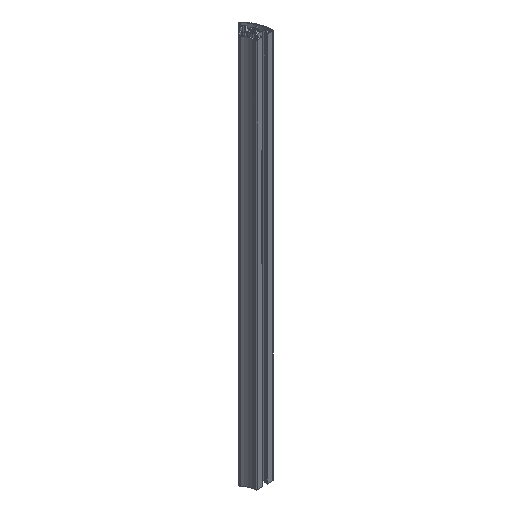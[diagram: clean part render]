
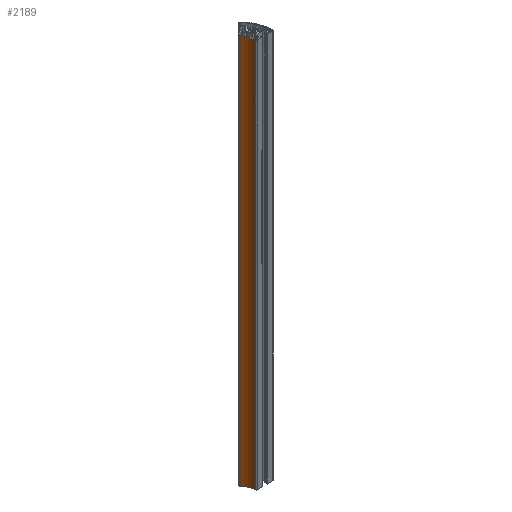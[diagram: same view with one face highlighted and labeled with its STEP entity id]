
A CAD part, isometric view. The second image highlights one B-rep face of the part: STEP entity #2189.
In plain terms, the highlighted cylindrical face has radius 45 mm (diameter 90 mm), a partial arc.
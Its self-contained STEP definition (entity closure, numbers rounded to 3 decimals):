
#79=CIRCLE('',#2348,45.);
#85=CIRCLE('',#2380,45.);
#117=CYLINDRICAL_SURFACE('',#2379,45.);
#215=FACE_OUTER_BOUND('',#327,.T.);
#327=EDGE_LOOP('',(#1867,#1868,#1869,#1870));
#577=LINE('',#3588,#831);
#578=LINE('',#3592,#832);
#831=VECTOR('',#2945,10.);
#832=VECTOR('',#2950,10.);
#1017=VERTEX_POINT('',#3466);
#1018=VERTEX_POINT('',#3468);
#1052=VERTEX_POINT('',#3586);
#1053=VERTEX_POINT('',#3590);
#1299=EDGE_CURVE('',#1017,#1018,#79,.T.);
#1359=EDGE_CURVE('',#1017,#1052,#577,.T.);
#1360=EDGE_CURVE('',#1053,#1052,#85,.T.);
#1361=EDGE_CURVE('',#1018,#1053,#578,.T.);
#1867=ORIENTED_EDGE('',*,*,#1359,.T.);
#1868=ORIENTED_EDGE('',*,*,#1360,.F.);
#1869=ORIENTED_EDGE('',*,*,#1361,.F.);
#1870=ORIENTED_EDGE('',*,*,#1299,.F.);
#2189=ADVANCED_FACE('',(#215),#117,.F.);
#2348=AXIS2_PLACEMENT_3D('',#3469,#2829,#2830);
#2379=AXIS2_PLACEMENT_3D('',#3589,#2946,#2947);
#2380=AXIS2_PLACEMENT_3D('',#3591,#2948,#2949);
#2829=DIRECTION('center_axis',(0.,0.,1.));
#2830=DIRECTION('ref_axis',(-0.998,-0.062,0.));
#2945=DIRECTION('',(0.,0.,1.));
#2946=DIRECTION('center_axis',(0.,0.,1.));
#2947=DIRECTION('ref_axis',(-0.998,-0.062,0.));
#2948=DIRECTION('center_axis',(0.,0.,-1.));
#2949=DIRECTION('ref_axis',(-0.998,-0.062,0.));
#2950=DIRECTION('',(0.,0.,1.));
#3466=CARTESIAN_POINT('',(-17.45,-23.019,-500.));
#3468=CARTESIAN_POINT('',(-28.616,3.938,-500.));
#3469=CARTESIAN_POINT('Origin',(-62.362,-25.831,-500.));
#3586=CARTESIAN_POINT('',(-17.45,-23.019,500.));
#3588=CARTESIAN_POINT('',(-17.45,-23.019,0.));
#3589=CARTESIAN_POINT('Origin',(-62.362,-25.831,0.));
#3590=CARTESIAN_POINT('',(-28.616,3.938,500.));
#3591=CARTESIAN_POINT('Origin',(-62.362,-25.831,500.));
#3592=CARTESIAN_POINT('',(-28.616,3.938,0.));
